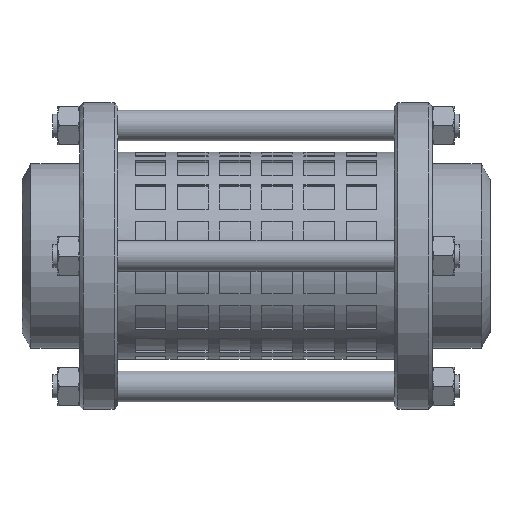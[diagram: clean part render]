
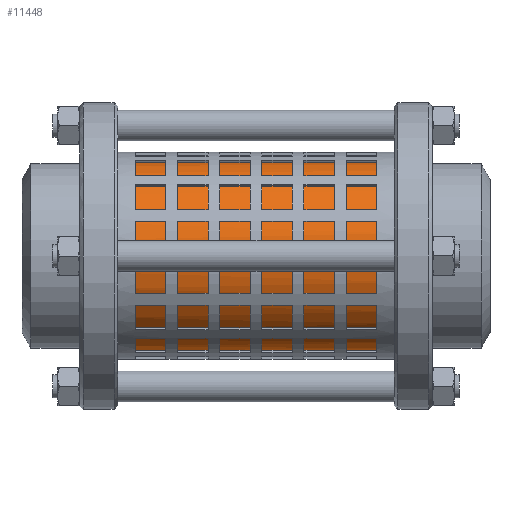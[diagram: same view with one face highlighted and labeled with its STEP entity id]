
A CAD part, front view. The second image highlights one B-rep face of the part: STEP entity #11448.
In plain terms, the highlighted cylindrical face has radius 25 mm (diameter 50 mm), a full revolution.
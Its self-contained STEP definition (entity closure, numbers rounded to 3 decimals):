
#2569=FACE_BOUND('',#4037,.T.);
#3173=FACE_OUTER_BOUND('',#4036,.T.);
#4036=EDGE_LOOP('',(#10174));
#4037=EDGE_LOOP('',(#10175));
#4579=CIRCLE('',#12518,25.);
#4580=CIRCLE('',#12520,25.);
#5589=VERTEX_POINT('',#19080);
#5590=VERTEX_POINT('',#19083);
#7111=EDGE_CURVE('',#5589,#5589,#4579,.T.);
#7112=EDGE_CURVE('',#5590,#5590,#4580,.T.);
#10174=ORIENTED_EDGE('',*,*,#7111,.T.);
#10175=ORIENTED_EDGE('',*,*,#7112,.T.);
#10249=CYLINDRICAL_SURFACE('',#12608,25.);
#11448=ADVANCED_FACE('',(#3173,#2569),#10249,.T.);
#12518=AXIS2_PLACEMENT_3D('',#19081,#15491,#15492);
#12520=AXIS2_PLACEMENT_3D('',#19084,#15495,#15496);
#12608=AXIS2_PLACEMENT_3D('',#19213,#15671,#15672);
#15491=DIRECTION('center_axis',(-1.,0.,0.));
#15492=DIRECTION('ref_axis',(0.,1.,0.));
#15495=DIRECTION('center_axis',(1.,0.,0.));
#15496=DIRECTION('ref_axis',(0.,1.,0.));
#15671=DIRECTION('center_axis',(1.,0.,0.));
#15672=DIRECTION('ref_axis',(0.,1.,0.));
#19080=CARTESIAN_POINT('',(-3.75,13.76,-20.873));
#19081=CARTESIAN_POINT('Origin',(-3.75,0.,0.));
#19083=CARTESIAN_POINT('',(-76.75,25.,0.));
#19084=CARTESIAN_POINT('Origin',(-76.75,0.,0.));
#19213=CARTESIAN_POINT('Origin',(-40.,0.,0.));
